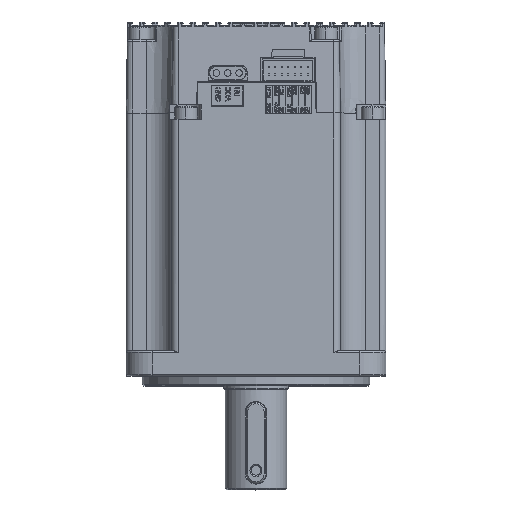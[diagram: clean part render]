
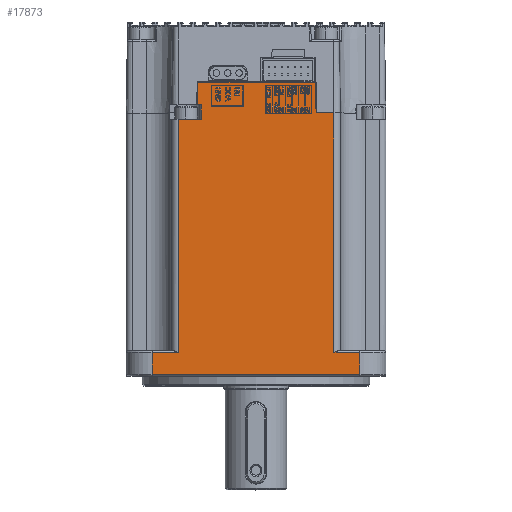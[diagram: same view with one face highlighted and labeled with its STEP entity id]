
A CAD part, top view. The second image highlights one B-rep face of the part: STEP entity #17873.
In plain terms, the highlighted planar face has unit normal (0, 0, 1).
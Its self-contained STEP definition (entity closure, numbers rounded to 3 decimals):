
#1522=DIRECTION('',(0.,1.,0.));
#1523=VECTOR('',#1522,6.8);
#1524=CARTESIAN_POINT('',(22.958,84.054,
0.));
#1525=LINE('',#1524,#1523);
#1576=DIRECTION('',(0.,-1.,0.));
#1577=VECTOR('',#1576,9.3);
#1578=CARTESIAN_POINT('',(59.558,90.854,
0.));
#1579=LINE('',#1578,#1577);
#2540=DIRECTION('',(1.,0.,0.));
#2541=VECTOR('',#2540,7.171);
#2542=CARTESIAN_POINT('',(17.058,79.554,0.));
#2543=LINE('',#2542,#2541);
#2544=DIRECTION('',(0.,-1.,0.));
#2545=VECTOR('',#2544,4.5);
#2546=CARTESIAN_POINT('',(24.229,84.054,
0.));
#2547=LINE('',#2546,#2545);
#2548=DIRECTION('',(1.,0.,0.));
#2549=VECTOR('',#2548,1.271);
#2550=CARTESIAN_POINT('',(22.958,84.054,
0.));
#2551=LINE('',#2550,#2549);
#2552=CARTESIAN_POINT('',(23.158,90.854,
0.));
#2553=DIRECTION('',(0.,0.,1.));
#2554=DIRECTION('',(0.,1.,0.));
#2555=AXIS2_PLACEMENT_3D('',#2552,#2553,#2554);
#2557=CARTESIAN_POINT('',(59.358,90.854,
0.));
#2558=DIRECTION('',(0.,0.,1.));
#2559=DIRECTION('',(1.,0.,0.));
#2560=AXIS2_PLACEMENT_3D('',#2557,#2558,#2559);
#2562=DIRECTION('',(-1.,0.,0.));
#2563=VECTOR('',#2562,5.5);
#2564=CARTESIAN_POINT('',(65.058,81.554,0.));
#2565=LINE('',#2564,#2563);
#2574=DIRECTION('',(1.,0.,0.));
#2575=VECTOR('',#2574,36.2);
#2576=CARTESIAN_POINT('',(23.158,91.054,
0.));
#2577=LINE('',#2576,#2575);
#2582=DIRECTION('',(0.,1.,0.));
#2583=VECTOR('',#2582,73.75);
#2584=CARTESIAN_POINT('',(65.058,7.804,
0.));
#2585=LINE('',#2584,#2583);
#2592=CARTESIAN_POINT('',(65.058,7.804,
0.));
#3032=DIRECTION('',(-1.,0.,0.));
#3033=VECTOR('',#3032,8.);
#3034=CARTESIAN_POINT('',(73.058,7.804,
0.));
#3035=LINE('',#3034,#3033);
#3197=DIRECTION('',(1.,0.,0.));
#3198=VECTOR('',#3197,64.);
#3199=CARTESIAN_POINT('',(9.058,1.054,
0.));
#3200=LINE('',#3199,#3198);
#3216=DIRECTION('',(0.,-1.,0.));
#3217=VECTOR('',#3216,6.75);
#3218=CARTESIAN_POINT('',(9.058,7.804,
0.));
#3219=LINE('',#3218,#3217);
#3269=DIRECTION('',(-1.,0.,0.));
#3270=VECTOR('',#3269,8.);
#3271=CARTESIAN_POINT('',(17.058,7.804,
0.));
#3272=LINE('',#3271,#3270);
#3285=DIRECTION('',(0.,-1.,0.));
#3286=VECTOR('',#3285,71.75);
#3287=CARTESIAN_POINT('',(17.058,79.554,0.));
#3288=LINE('',#3287,#3286);
#3357=DIRECTION('',(0.,1.,0.));
#3358=VECTOR('',#3357,6.75);
#3359=CARTESIAN_POINT('',(73.058,1.054,
0.));
#3360=LINE('',#3359,#3358);
#11808=CARTESIAN_POINT('',(17.058,79.554,0.));
#11810=VERTEX_POINT('',#11808);
#12286=CARTESIAN_POINT('',(73.058,1.054,
0.));
#12288=VERTEX_POINT('',#12286);
#12289=CARTESIAN_POINT('',(9.058,1.054,
0.));
#12291=VERTEX_POINT('',#12289);
#12293=CARTESIAN_POINT('',(9.058,7.804,
0.));
#12295=VERTEX_POINT('',#12293);
#12385=VERTEX_POINT('',#2592);
#12386=CARTESIAN_POINT('',(73.058,7.804,
0.));
#12387=VERTEX_POINT('',#12386);
#12388=CARTESIAN_POINT('',(17.058,7.804,
0.));
#12389=VERTEX_POINT('',#12388);
#12522=CARTESIAN_POINT('',(65.058,81.554,0.));
#12523=VERTEX_POINT('',#12522);
#12524=CARTESIAN_POINT('',(59.558,81.554,
0.));
#12525=VERTEX_POINT('',#12524);
#12849=CARTESIAN_POINT('',(24.229,84.054,
0.));
#12851=VERTEX_POINT('',#12849);
#12860=CARTESIAN_POINT('',(22.958,84.054,
0.));
#12861=VERTEX_POINT('',#12860);
#12974=CARTESIAN_POINT('',(59.558,90.854,
0.));
#12975=CARTESIAN_POINT('',(59.358,91.054,
0.));
#12976=VERTEX_POINT('',#12974);
#12977=VERTEX_POINT('',#12975);
#12978=CARTESIAN_POINT('',(22.958,90.854,
0.));
#12979=VERTEX_POINT('',#12978);
#12980=CARTESIAN_POINT('',(23.158,91.054,
0.));
#12981=VERTEX_POINT('',#12980);
#13634=CARTESIAN_POINT('',(24.229,79.554,0.));
#13635=VERTEX_POINT('',#13634);
#17841=CARTESIAN_POINT('',(41.058,77.779,0.));
#17842=DIRECTION('',(0.,0.,1.));
#17843=DIRECTION('',(-1.,0.,0.));
#17844=AXIS2_PLACEMENT_3D('',#17841,#17842,#17843);
#17845=PLANE('',#17844);
#17846=ORIENTED_EDGE('',*,*,#16919,.T.);
#17847=ORIENTED_EDGE('',*,*,#17810,.F.);
#17848=ORIENTED_EDGE('',*,*,#17789,.F.);
#17849=ORIENTED_EDGE('',*,*,#16190,.T.);
#17851=ORIENTED_EDGE('',*,*,#17850,.F.);
#17853=ORIENTED_EDGE('',*,*,#17852,.T.);
#17854=ORIENTED_EDGE('',*,*,#16253,.F.);
#17855=ORIENTED_EDGE('',*,*,#16277,.T.);
#17856=ORIENTED_EDGE('',*,*,#16587,.F.);
#17858=ORIENTED_EDGE('',*,*,#17857,.F.);
#17860=ORIENTED_EDGE('',*,*,#17859,.F.);
#17862=ORIENTED_EDGE('',*,*,#17861,.F.);
#17864=ORIENTED_EDGE('',*,*,#17863,.F.);
#17866=ORIENTED_EDGE('',*,*,#17865,.F.);
#17868=ORIENTED_EDGE('',*,*,#17867,.F.);
#17870=ORIENTED_EDGE('',*,*,#17869,.F.);
#17871=EDGE_LOOP('',(#17846,#17847,#17848,#17849,#17851,#17853,#17854,#17855,
#17856,#17858,#17860,#17862,#17864,#17866,#17868,#17870));
#17872=FACE_OUTER_BOUND('',#17871,.F.);
#17873=ADVANCED_FACE('',(#17872),#17845,.T.);
#2556=CIRCLE('',#2555,0.2);
#2561=CIRCLE('',#2560,0.2);
#16190=EDGE_CURVE('',#12861,#12979,#1525,.T.);
#16253=EDGE_CURVE('',#12976,#12977,#2561,.T.);
#16277=EDGE_CURVE('',#12976,#12525,#1579,.T.);
#16587=EDGE_CURVE('',#12523,#12525,#2565,.T.);
#16919=EDGE_CURVE('',#11810,#13635,#2543,.T.);
#17789=EDGE_CURVE('',#12861,#12851,#2551,.T.);
#17810=EDGE_CURVE('',#12851,#13635,#2547,.T.);
#17850=EDGE_CURVE('',#12981,#12979,#2556,.T.);
#17852=EDGE_CURVE('',#12981,#12977,#2577,.T.);
#17857=EDGE_CURVE('',#12385,#12523,#2585,.T.);
#17859=EDGE_CURVE('',#12387,#12385,#3035,.T.);
#17861=EDGE_CURVE('',#12288,#12387,#3360,.T.);
#17863=EDGE_CURVE('',#12291,#12288,#3200,.T.);
#17865=EDGE_CURVE('',#12295,#12291,#3219,.T.);
#17867=EDGE_CURVE('',#12389,#12295,#3272,.T.);
#17869=EDGE_CURVE('',#11810,#12389,#3288,.T.);
